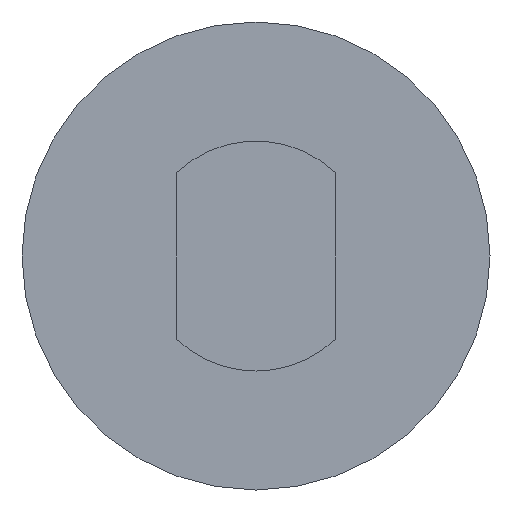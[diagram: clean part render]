
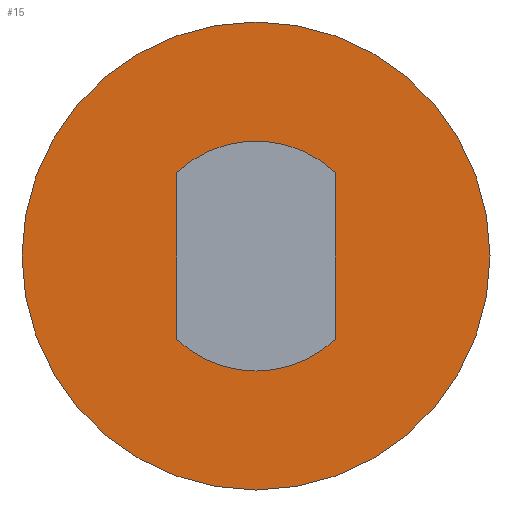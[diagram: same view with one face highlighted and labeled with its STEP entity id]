
A CAD part, left-side view. The second image highlights one B-rep face of the part: STEP entity #15.
In plain terms, the highlighted planar face has unit normal (-1, 0, 0).
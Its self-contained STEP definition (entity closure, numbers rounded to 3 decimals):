
#1 = DIRECTION ( 'NONE',  ( 1., 0., 0. ) ) ;
#6 = VERTEX_POINT ( 'NONE', #166 ) ;
#13 = DIRECTION ( 'NONE',  ( 0., 0., -1. ) ) ;
#15 = ADVANCED_FACE ( 'NONE', ( #201, #127 ), #257, .F. ) ;
#19 = CARTESIAN_POINT ( 'NONE',  ( -5., 0., 0. ) ) ;
#22 = EDGE_CURVE ( 'NONE', #387, #6, #175, .T. ) ;
#24 = DIRECTION ( 'NONE',  ( 0., 0., -1. ) ) ;
#35 = LINE ( 'NONE', #154, #241 ) ;
#36 = VERTEX_POINT ( 'NONE', #297 ) ;
#45 = CARTESIAN_POINT ( 'NONE',  ( -5., 0., 0. ) ) ;
#58 = CIRCLE ( 'NONE', #125, 5.9 ) ;
#72 = DIRECTION ( 'NONE',  ( 1., 0., 0. ) ) ;
#73 = ORIENTED_EDGE ( 'NONE', *, *, #191, .F. ) ;
#80 = CIRCLE ( 'NONE', #312, 2.9 ) ;
#89 = ORIENTED_EDGE ( 'NONE', *, *, #390, .T. ) ;
#103 = AXIS2_PLACEMENT_3D ( 'NONE', #131, #160, #204 ) ;
#107 = VERTEX_POINT ( 'NONE', #196 ) ;
#109 = DIRECTION ( 'NONE',  ( 0., 0., 1. ) ) ;
#115 = CARTESIAN_POINT ( 'NONE',  ( -5., 0., 0. ) ) ;
#118 = CARTESIAN_POINT ( 'NONE',  ( -5., 2., 2.1 ) ) ;
#119 = ORIENTED_EDGE ( 'NONE', *, *, #393, .T. ) ;
#120 = CARTESIAN_POINT ( 'NONE',  ( -5., 0., 0. ) ) ;
#122 = VERTEX_POINT ( 'NONE', #132 ) ;
#125 = AXIS2_PLACEMENT_3D ( 'NONE', #115, #205, #24 ) ;
#127 = FACE_OUTER_BOUND ( 'NONE', #167, .T. ) ;
#131 = CARTESIAN_POINT ( 'NONE',  ( -5., 0., 0. ) ) ;
#132 = CARTESIAN_POINT ( 'NONE',  ( -5., -2., -2.1 ) ) ;
#135 = LINE ( 'NONE', #371, #200 ) ;
#147 = DIRECTION ( 'NONE',  ( 0., 0., -1. ) ) ;
#148 = AXIS2_PLACEMENT_3D ( 'NONE', #19, #156, #258 ) ;
#151 = EDGE_LOOP ( 'NONE', ( #382, #89, #159, #119, #341 ) ) ;
#152 = EDGE_CURVE ( 'NONE', #36, #355, #135, .T. ) ;
#154 = CARTESIAN_POINT ( 'NONE',  ( -5., -2., 2.1 ) ) ;
#156 = DIRECTION ( 'NONE',  ( 1., 0., 0. ) ) ;
#159 = ORIENTED_EDGE ( 'NONE', *, *, #352, .T. ) ;
#160 = DIRECTION ( 'NONE',  ( 1., 0., 0. ) ) ;
#166 = CARTESIAN_POINT ( 'NONE',  ( -5., 0., 5.9 ) ) ;
#167 = EDGE_LOOP ( 'NONE', ( #73, #250 ) ) ;
#175 = CIRCLE ( 'NONE', #292, 5.9 ) ;
#176 = CARTESIAN_POINT ( 'NONE',  ( -5., -2., 2.1 ) ) ;
#191 = EDGE_CURVE ( 'NONE', #6, #387, #58, .T. ) ;
#196 = CARTESIAN_POINT ( 'NONE',  ( -5., 0., -2.9 ) ) ;
#200 = VECTOR ( 'NONE', #109, 1000. ) ;
#201 = FACE_BOUND ( 'NONE', #151, .T. ) ;
#203 = VERTEX_POINT ( 'NONE', #176 ) ;
#204 = DIRECTION ( 'NONE',  ( 0., 0., -1. ) ) ;
#205 = DIRECTION ( 'NONE',  ( 1., 0., 0. ) ) ;
#227 = DIRECTION ( 'NONE',  ( 0., 0., -1. ) ) ;
#241 = VECTOR ( 'NONE', #147, 1000. ) ;
#245 = DIRECTION ( 'NONE',  ( 0., 0., -1. ) ) ;
#250 = ORIENTED_EDGE ( 'NONE', *, *, #22, .F. ) ;
#257 = PLANE ( 'NONE',  #365 ) ;
#258 = DIRECTION ( 'NONE',  ( 0., 0., -1. ) ) ;
#292 = AXIS2_PLACEMENT_3D ( 'NONE', #45, #332, #227 ) ;
#297 = CARTESIAN_POINT ( 'NONE',  ( -5., 2., -2.1 ) ) ;
#305 = EDGE_CURVE ( 'NONE', #107, #36, #80, .T. ) ;
#312 = AXIS2_PLACEMENT_3D ( 'NONE', #120, #1, #245 ) ;
#331 = CARTESIAN_POINT ( 'NONE',  ( -5., 0., 0. ) ) ;
#332 = DIRECTION ( 'NONE',  ( 1., 0., 0. ) ) ;
#336 = CIRCLE ( 'NONE', #148, 2.9 ) ;
#341 = ORIENTED_EDGE ( 'NONE', *, *, #305, .T. ) ;
#352 = EDGE_CURVE ( 'NONE', #203, #122, #35, .T. ) ;
#355 = VERTEX_POINT ( 'NONE', #118 ) ;
#365 = AXIS2_PLACEMENT_3D ( 'NONE', #331, #72, #13 ) ;
#371 = CARTESIAN_POINT ( 'NONE',  ( -5., 2., -2.1 ) ) ;
#373 = CIRCLE ( 'NONE', #103, 2.9 ) ;
#382 = ORIENTED_EDGE ( 'NONE', *, *, #152, .T. ) ;
#387 = VERTEX_POINT ( 'NONE', #391 ) ;
#390 = EDGE_CURVE ( 'NONE', #355, #203, #373, .T. ) ;
#391 = CARTESIAN_POINT ( 'NONE',  ( -5., 0., -5.9 ) ) ;
#393 = EDGE_CURVE ( 'NONE', #122, #107, #336, .T. ) ;
